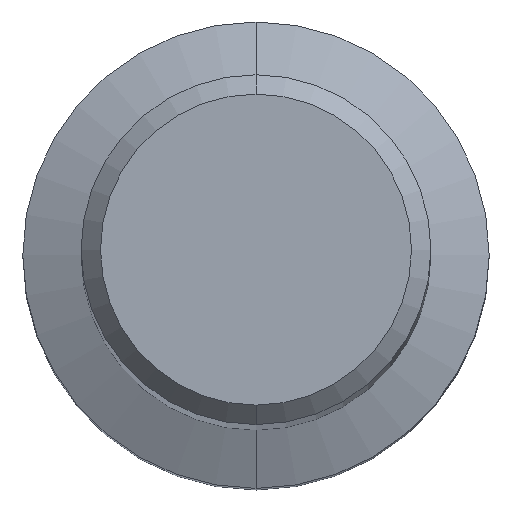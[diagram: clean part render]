
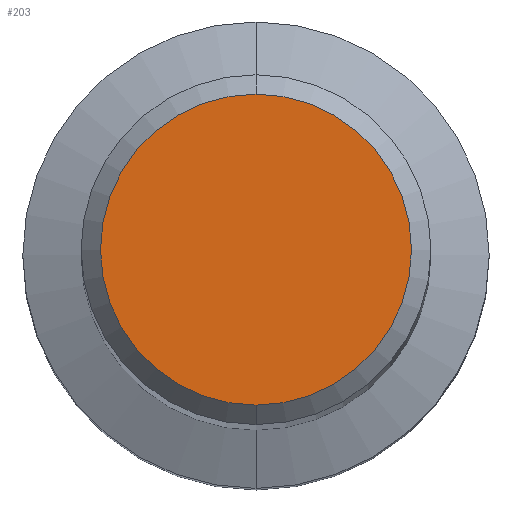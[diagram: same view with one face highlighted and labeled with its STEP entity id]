
A CAD part, top view. The second image highlights one B-rep face of the part: STEP entity #203.
In plain terms, the highlighted planar face has unit normal (0, 0, 1).
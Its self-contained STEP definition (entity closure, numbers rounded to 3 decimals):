
#203=ADVANCED_FACE('',(#558),#559,.T.);
#229=EDGE_CURVE('',#475,#533,#593,.T.);
#279=EDGE_CURVE('',#533,#475,#647,.T.);
#475=VERTEX_POINT('',#856);
#533=VERTEX_POINT('',#923);
#558=FACE_OUTER_BOUND('',#944,.T.);
#559=PLANE('',#945);
#593=CIRCLE('',#984,4.0);
#647=CIRCLE('',#1081,4.0);
#856=CARTESIAN_POINT('',(0.,-4.0,0.0));
#923=CARTESIAN_POINT('',(0.0,4.0,0.0));
#944=EDGE_LOOP('',(#1657,#1658));
#945=AXIS2_PLACEMENT_3D('',#1659,#1660,#1661);
#984=AXIS2_PLACEMENT_3D('',#1721,#1722,#1723);
#1081=AXIS2_PLACEMENT_3D('',#1784,#1785,#1786);
#1657=ORIENTED_EDGE('',*,*,#279,.F.);
#1658=ORIENTED_EDGE('',*,*,#229,.F.);
#1659=CARTESIAN_POINT('',(0.0,2.0,0.0));
#1660=DIRECTION('',(-0.0,0.0,1.0));
#1661=DIRECTION('',(0.0,-1.0,0.0));
#1721=CARTESIAN_POINT('',(0.0,0.0,0.0));
#1722=DIRECTION('',(0.0,0.0,-1.0));
#1723=DIRECTION('',(0.0,1.0,0.0));
#1784=CARTESIAN_POINT('',(0.0,0.0,0.0));
#1785=DIRECTION('',(0.0,0.0,-1.0));
#1786=DIRECTION('',(0.0,1.0,0.0));
